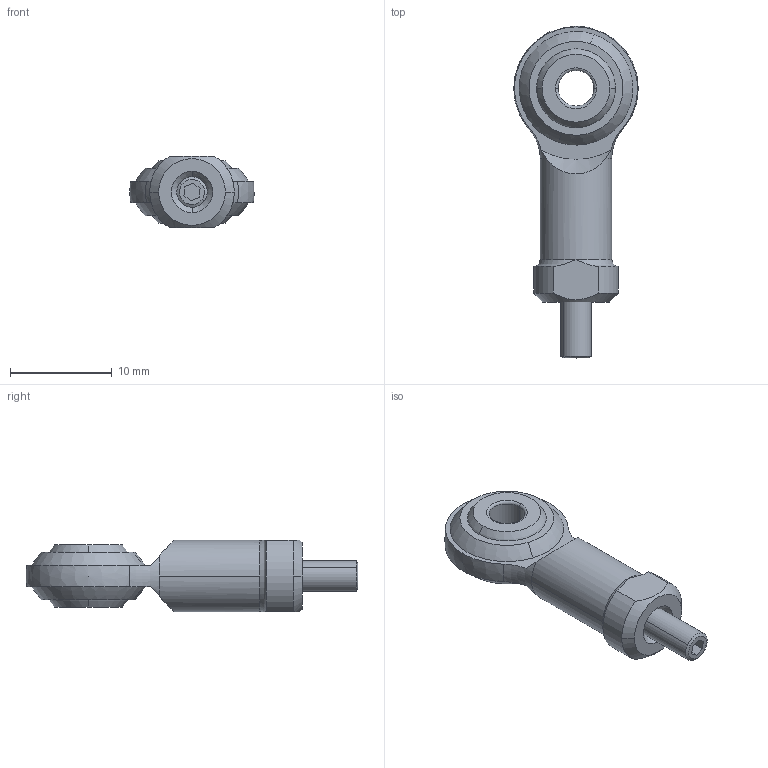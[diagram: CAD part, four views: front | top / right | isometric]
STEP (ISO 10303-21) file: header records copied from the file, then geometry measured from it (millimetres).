
FILE_DESCRIPTION (( 'STEP AP203' ), '1' );
FILE_NAME ('PHSCM-3-M3.0 ASSM-1.STEP', '2020-11-24T01:47:43', ( '' ), ( '' ), 'SwSTEP 2.0', 'SolidWorks 2016', '' );
FILE_SCHEMA (( 'CONFIG_CONTROL_DESIGN' ));
Length unit declared in the file: millimetre
Products named in the file (4): PHSCM3-body; PHSCM3-ball; PHSCM-3-M3.0 ASSM-1; JIS B 1177 Flat point M3 x 16 --C_JIS B 1177 Flat point M3 x 16 --C
Assembly tree (3 placements, depth 2):
  PHSCM-3-M3.0 ASSM-1
    PHSCM3-body
    PHSCM3-ball
    JIS B 1177 Flat point M3 x 16 --C_JIS B 1177 Flat point M3 x 16 --C
Bounding box: 12.25 x 32.62 x 7 mm (x, y, z)
Volume: 1070.1 mm3; surface area: 1347.8 mm2
Topology: 3 solids, 3 shells, 58 faces, 149 edges, 95 vertices
Faces by surface type: plane 18, torus 14, cone 12, cylinder 10, sphere 4
Entity records: 2186 total; most frequent: CARTESIAN_POINT 400, DIRECTION 320, ORIENTED_EDGE 272, AXIS2_PLACEMENT_3D 140, EDGE_CURVE 136, VERTEX_POINT 88, CIRCLE 76, EDGE_LOOP 66
